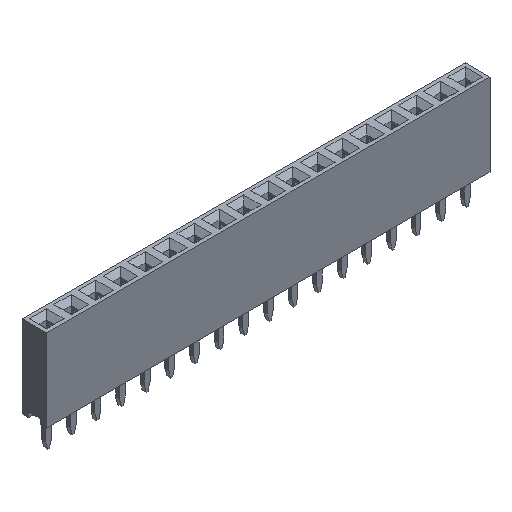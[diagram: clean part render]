
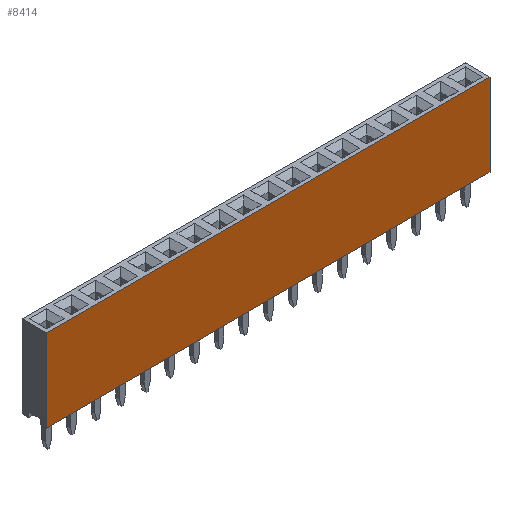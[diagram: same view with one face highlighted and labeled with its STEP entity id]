
A CAD part, isometric view. The second image highlights one B-rep face of the part: STEP entity #8414.
In plain terms, the highlighted planar face has unit normal (0, -1, 0).
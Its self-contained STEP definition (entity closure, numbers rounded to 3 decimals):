
#8414=ADVANCED_FACE('',(#15466),#15468,.T.);
#15466=FACE_BOUND('',#15467,.T.);
#15467=EDGE_LOOP('',(#20949,#20950,#20951,#20952));
#15468=PLANE('',#15469);
#15469=AXIS2_PLACEMENT_3D('',#15470,#15471,#15472);
#15470=CARTESIAN_POINT('',(-1.27,-1.27,0.));
#15471=DIRECTION('',(0.,-1.,0.));
#15472=DIRECTION('',(1.,0.,0.));
#20949=ORIENTED_EDGE('',*,*,#23791,.T.);
#20950=ORIENTED_EDGE('',*,*,#23584,.T.);
#20951=ORIENTED_EDGE('',*,*,#23753,.F.);
#20952=ORIENTED_EDGE('',*,*,#23573,.F.);
#23573=EDGE_CURVE('',#27837,#27839,#27840,.T.);
#23584=EDGE_CURVE('',#27859,#27857,#27860,.T.);
#23753=EDGE_CURVE('',#27839,#27857,#28053,.T.);
#23791=EDGE_CURVE('',#27837,#27859,#28095,.T.);
#27837=VERTEX_POINT('',#37221);
#27839=VERTEX_POINT('',#37225);
#27840=LINE('',#37226,#37227);
#27857=VERTEX_POINT('',#37263);
#27859=VERTEX_POINT('',#37267);
#27860=LINE('',#37268,#37269);
#28053=LINE('',#37803,#37804);
#28095=LINE('',#37921,#37922);
#37221=CARTESIAN_POINT('',(-1.27,-1.27,0.));
#37225=CARTESIAN_POINT('',(-1.27,-1.27,8.5));
#37226=CARTESIAN_POINT('',(-1.27,-1.27,0.));
#37227=VECTOR('',#37228,1.);
#37228=DIRECTION('',(0.,0.,1.));
#37263=CARTESIAN_POINT('',(44.45,-1.27,8.5));
#37267=CARTESIAN_POINT('',(44.45,-1.27,0.));
#37268=CARTESIAN_POINT('',(44.45,-1.27,0.));
#37269=VECTOR('',#37270,1.);
#37270=DIRECTION('',(0.,0.,1.));
#37803=CARTESIAN_POINT('',(-1.27,-1.27,8.5));
#37804=VECTOR('',#37805,1.);
#37805=DIRECTION('',(1.,0.,0.));
#37921=CARTESIAN_POINT('',(-1.27,-1.27,0.));
#37922=VECTOR('',#37923,1.);
#37923=DIRECTION('',(1.,0.,0.));
